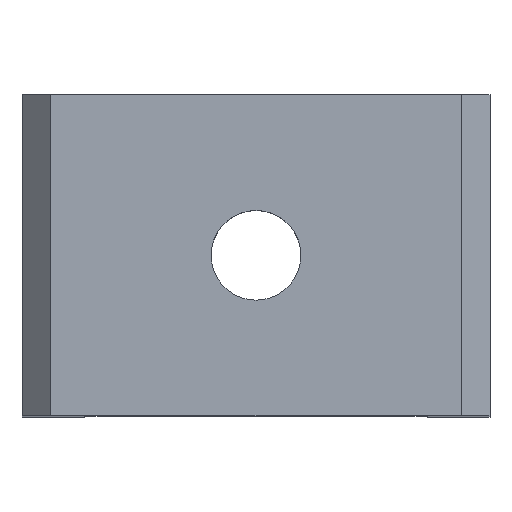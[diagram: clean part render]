
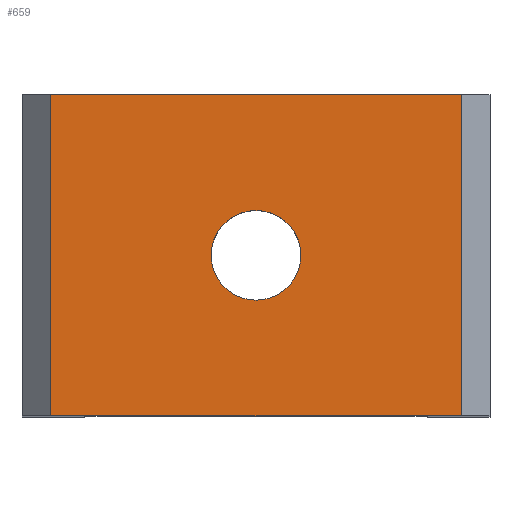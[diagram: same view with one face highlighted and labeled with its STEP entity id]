
A CAD part, top view. The second image highlights one B-rep face of the part: STEP entity #659.
In plain terms, the highlighted planar face has unit normal (0, 0, 1).
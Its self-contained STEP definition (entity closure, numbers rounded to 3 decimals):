
#20=FACE_BOUND('',#109,.T.);
#38=PLANE('',#715);
#68=FACE_OUTER_BOUND('',#108,.T.);
#108=EDGE_LOOP('',(#516,#517,#518,#519));
#109=EDGE_LOOP('',(#520,#521));
#174=LINE('',#1027,#248);
#177=LINE('',#1033,#251);
#178=LINE('',#1035,#252);
#179=LINE('',#1036,#253);
#248=VECTOR('',#826,10.);
#251=VECTOR('',#831,10.);
#252=VECTOR('',#832,10.);
#253=VECTOR('',#833,10.);
#291=CIRCLE('',#716,2.75);
#292=CIRCLE('',#717,2.75);
#336=VERTEX_POINT('',#1024);
#337=VERTEX_POINT('',#1026);
#339=VERTEX_POINT('',#1032);
#340=VERTEX_POINT('',#1034);
#341=VERTEX_POINT('',#1037);
#342=VERTEX_POINT('',#1038);
#405=EDGE_CURVE('',#336,#337,#174,.T.);
#408=EDGE_CURVE('',#336,#339,#177,.T.);
#409=EDGE_CURVE('',#340,#339,#178,.T.);
#410=EDGE_CURVE('',#337,#340,#179,.T.);
#411=EDGE_CURVE('',#341,#342,#291,.T.);
#412=EDGE_CURVE('',#342,#341,#292,.T.);
#516=ORIENTED_EDGE('',*,*,#405,.F.);
#517=ORIENTED_EDGE('',*,*,#408,.T.);
#518=ORIENTED_EDGE('',*,*,#409,.F.);
#519=ORIENTED_EDGE('',*,*,#410,.F.);
#520=ORIENTED_EDGE('',*,*,#411,.T.);
#521=ORIENTED_EDGE('',*,*,#412,.T.);
#659=ADVANCED_FACE('',(#68,#20),#38,.T.);
#715=AXIS2_PLACEMENT_3D('',#1031,#829,#830);
#716=AXIS2_PLACEMENT_3D('',#1039,#834,#835);
#717=AXIS2_PLACEMENT_3D('',#1040,#836,#837);
#826=DIRECTION('',(0.,1.,0.));
#829=DIRECTION('center_axis',(0.,0.,1.));
#830=DIRECTION('ref_axis',(0.,-1.,0.));
#831=DIRECTION('',(1.,0.,0.));
#832=DIRECTION('',(0.,-1.,0.));
#833=DIRECTION('',(1.,0.,0.));
#834=DIRECTION('center_axis',(0.,0.,-1.));
#835=DIRECTION('ref_axis',(1.,0.,0.));
#836=DIRECTION('center_axis',(0.,0.,-1.));
#837=DIRECTION('ref_axis',(1.,0.,0.));
#1024=CARTESIAN_POINT('',(-12.6,-9.85,28.));
#1026=CARTESIAN_POINT('',(-12.6,9.85,28.));
#1027=CARTESIAN_POINT('',(-12.6,4.925,28.));
#1031=CARTESIAN_POINT('Origin',(10.5,9.85,28.));
#1032=CARTESIAN_POINT('',(12.6,-9.85,28.));
#1033=CARTESIAN_POINT('',(10.5,-9.85,28.));
#1034=CARTESIAN_POINT('',(12.6,9.85,28.));
#1035=CARTESIAN_POINT('',(12.6,4.925,28.));
#1036=CARTESIAN_POINT('',(10.5,9.85,28.));
#1037=CARTESIAN_POINT('',(2.75,0.,28.));
#1038=CARTESIAN_POINT('',(-2.75,0.,28.));
#1039=CARTESIAN_POINT('Origin',(0.,0.,28.));
#1040=CARTESIAN_POINT('Origin',(0.,0.,28.));
